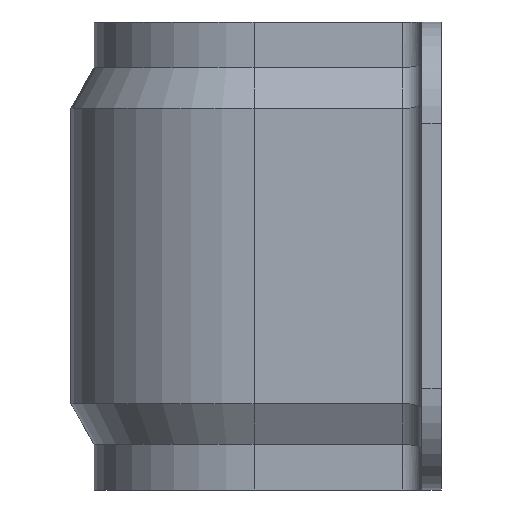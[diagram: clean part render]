
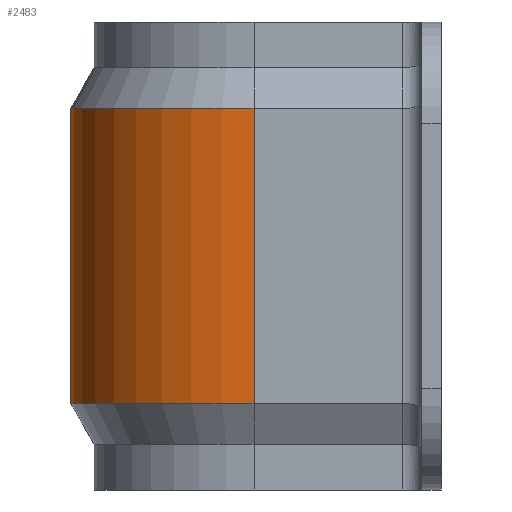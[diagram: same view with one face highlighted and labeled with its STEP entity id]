
A CAD part, left-side view. The second image highlights one B-rep face of the part: STEP entity #2483.
In plain terms, the highlighted cylindrical face has radius 23.5 mm (diameter 47 mm), a partial arc.
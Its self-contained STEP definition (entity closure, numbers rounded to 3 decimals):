
#206 = CARTESIAN_POINT ( 'NONE',  ( 23.5, 0., 18.914 ) ) ;
#348 = ORIENTED_EDGE ( 'NONE', *, *, #2019, .T. ) ;
#374 = VECTOR ( 'NONE', #480, 1000. ) ;
#402 = EDGE_CURVE ( 'NONE', #1175, #518, #1069, .T. ) ;
#480 = DIRECTION ( 'NONE',  ( 0., 0., -1. ) ) ;
#485 = CIRCLE ( 'NONE', #2173, 23.5 ) ;
#518 = VERTEX_POINT ( 'NONE', #2192 ) ;
#582 = CARTESIAN_POINT ( 'NONE',  ( 0., 0., 37.709 ) ) ;
#625 = ORIENTED_EDGE ( 'NONE', *, *, #636, .F. ) ;
#636 = EDGE_CURVE ( 'NONE', #903, #518, #485, .T. ) ;
#665 = CARTESIAN_POINT ( 'NONE',  ( -23.5, 0., -18.914 ) ) ;
#668 = VECTOR ( 'NONE', #901, 1000. ) ;
#770 = CARTESIAN_POINT ( 'NONE',  ( 23.5, 0., -18.914 ) ) ;
#774 = VERTEX_POINT ( 'NONE', #982 ) ;
#865 = ORIENTED_EDGE ( 'NONE', *, *, #1607, .F. ) ;
#901 = DIRECTION ( 'NONE',  ( 0., 0., -1. ) ) ;
#903 = VERTEX_POINT ( 'NONE', #665 ) ;
#961 = DIRECTION ( 'NONE',  ( -1., 0., 0. ) ) ;
#982 = CARTESIAN_POINT ( 'NONE',  ( -23.5, 0., 18.914 ) ) ;
#1069 = LINE ( 'NONE', #770, #374 ) ;
#1175 = VERTEX_POINT ( 'NONE', #206 ) ;
#1183 = CARTESIAN_POINT ( 'NONE',  ( -23.5, 0., -18.914 ) ) ;
#1243 = DIRECTION ( 'NONE',  ( 0., 0., -1. ) ) ;
#1481 = LINE ( 'NONE', #1183, #668 ) ;
#1549 = DIRECTION ( 'NONE',  ( -1., 0., 0. ) ) ;
#1607 = EDGE_CURVE ( 'NONE', #774, #903, #1481, .T. ) ;
#1692 = DIRECTION ( 'NONE',  ( -1., 0., 0. ) ) ;
#1844 = DIRECTION ( 'NONE',  ( 0., 0., -1. ) ) ;
#1966 = AXIS2_PLACEMENT_3D ( 'NONE', #2134, #1844, #1549 ) ;
#1988 = DIRECTION ( 'NONE',  ( 0., 0., -1. ) ) ;
#2019 = EDGE_CURVE ( 'NONE', #774, #1175, #2388, .T. ) ;
#2069 = ORIENTED_EDGE ( 'NONE', *, *, #402, .T. ) ;
#2093 = CYLINDRICAL_SURFACE ( 'NONE', #2309, 23.5 ) ;
#2134 = CARTESIAN_POINT ( 'NONE',  ( 0., 0., 18.914 ) ) ;
#2173 = AXIS2_PLACEMENT_3D ( 'NONE', #2699, #1243, #961 ) ;
#2192 = CARTESIAN_POINT ( 'NONE',  ( 23.5, 0., -18.914 ) ) ;
#2309 = AXIS2_PLACEMENT_3D ( 'NONE', #582, #1988, #1692 ) ;
#2382 = FACE_OUTER_BOUND ( 'NONE', #2708, .T. ) ;
#2388 = CIRCLE ( 'NONE', #1966, 23.5 ) ;
#2483 = ADVANCED_FACE ( 'NONE', ( #2382 ), #2093, .T. ) ;
#2699 = CARTESIAN_POINT ( 'NONE',  ( 0., 0., -18.914 ) ) ;
#2708 = EDGE_LOOP ( 'NONE', ( #348, #2069, #625, #865 ) ) ;
